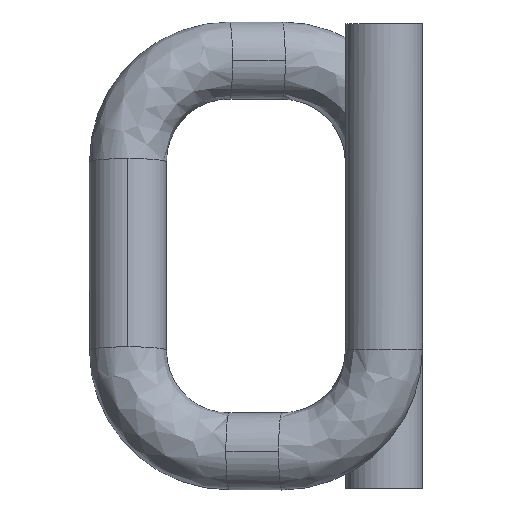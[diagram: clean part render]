
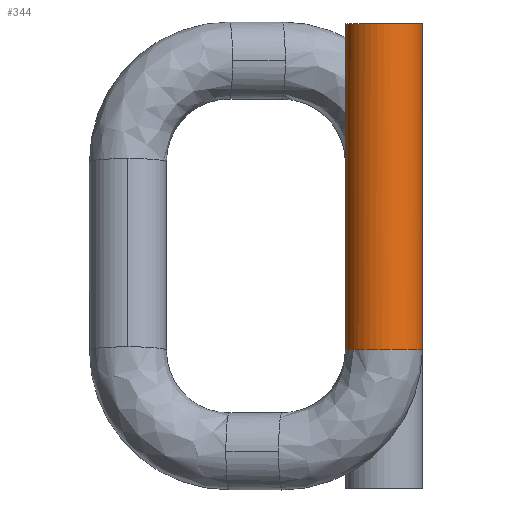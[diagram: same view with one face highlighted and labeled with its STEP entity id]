
A CAD part, left-side view. The second image highlights one B-rep face of the part: STEP entity #344.
In plain terms, the highlighted cylindrical face has radius 0.173 mm (diameter 0.346 mm), a partial arc.
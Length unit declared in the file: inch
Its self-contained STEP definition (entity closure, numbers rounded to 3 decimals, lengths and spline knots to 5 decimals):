
#45 = ORIENTED_EDGE ( 'NONE', *, *, #2089, .T. ) ;
#217 = ORIENTED_EDGE ( 'NONE', *, *, #1695, .T. ) ;
#294 = CARTESIAN_POINT ( 'NONE',  ( 0., 0.00681, -0.05092 ) ) ;
#344 = ADVANCED_FACE ( 'NONE', ( #3305 ), #4330, .T. ) ;
#585 = ORIENTED_EDGE ( 'NONE', *, *, #4543, .T. ) ;
#641 = CARTESIAN_POINT ( 'NONE',  ( 0., -0.00681, 0.0065 ) ) ;
#754 = CARTESIAN_POINT ( 'NONE',  ( 0., 0.00681, -0.05092 ) ) ;
#760 = DIRECTION ( 'NONE',  ( 0., 0., 1. ) ) ;
#805 = AXIS2_PLACEMENT_3D ( 'NONE', #4358, #4513, #4508 ) ;
#1382 = LINE ( 'NONE', #1478, #3295 ) ;
#1428 = DIRECTION ( 'NONE',  ( 0., 0., 1. ) ) ;
#1478 = CARTESIAN_POINT ( 'NONE',  ( 0., -0.00681, -0.05092 ) ) ;
#1570 = CIRCLE ( 'NONE', #3407, 0.00681 ) ;
#1580 = VERTEX_POINT ( 'NONE', #4232 ) ;
#1586 = EDGE_CURVE ( 'NONE', #1580, #2492, #3571, .T. ) ;
#1695 = EDGE_CURVE ( 'NONE', #3083, #4228, #1570, .T. ) ;
#1711 = VERTEX_POINT ( 'NONE', #294 ) ;
#2089 = EDGE_CURVE ( 'NONE', #1711, #1580, #4742, .T. ) ;
#2151 = CARTESIAN_POINT ( 'NONE',  ( 0., -0.00681, -0.05092 ) ) ;
#2480 = CARTESIAN_POINT ( 'NONE',  ( 0., 0.00681, 0.0065 ) ) ;
#2492 = VERTEX_POINT ( 'NONE', #2151 ) ;
#2603 = AXIS2_PLACEMENT_3D ( 'NONE', #3325, #3322, #3319 ) ;
#2758 = LINE ( 'NONE', #754, #3095 ) ;
#2828 = ORIENTED_EDGE ( 'NONE', *, *, #3013, .F. ) ;
#3013 = EDGE_CURVE ( 'NONE', #1711, #4228, #2758, .T. ) ;
#3083 = VERTEX_POINT ( 'NONE', #641 ) ;
#3095 = VECTOR ( 'NONE', #760, 39.37008 ) ;
#3127 = ORIENTED_EDGE ( 'NONE', *, *, #1586, .T. ) ;
#3192 = CARTESIAN_POINT ( 'NONE',  ( 0., 0., -0.05092 ) ) ;
#3295 = VECTOR ( 'NONE', #1428, 39.37008 ) ;
#3305 = FACE_OUTER_BOUND ( 'NONE', #4566, .T. ) ;
#3319 = DIRECTION ( 'NONE',  ( 0., -1., 0. ) ) ;
#3322 = DIRECTION ( 'NONE',  ( 0., 0., 1. ) ) ;
#3325 = CARTESIAN_POINT ( 'NONE',  ( 0., 0., -0.05092 ) ) ;
#3367 = DIRECTION ( 'NONE',  ( 0., -1., 0. ) ) ;
#3407 = AXIS2_PLACEMENT_3D ( 'NONE', #4947, #4930, #4703 ) ;
#3411 = DIRECTION ( 'NONE',  ( 0., 0., 1. ) ) ;
#3571 = CIRCLE ( 'NONE', #805, 0.00681 ) ;
#4228 = VERTEX_POINT ( 'NONE', #2480 ) ;
#4232 = CARTESIAN_POINT ( 'NONE',  ( -0.00058, -0.00679, -0.05092 ) ) ;
#4330 = CYLINDRICAL_SURFACE ( 'NONE', #4390, 0.00681 ) ;
#4358 = CARTESIAN_POINT ( 'NONE',  ( 0., 0., -0.05092 ) ) ;
#4390 = AXIS2_PLACEMENT_3D ( 'NONE', #3192, #3411, #3367 ) ;
#4508 = DIRECTION ( 'NONE',  ( 0., -1., 0. ) ) ;
#4513 = DIRECTION ( 'NONE',  ( 0., 0., 1. ) ) ;
#4543 = EDGE_CURVE ( 'NONE', #2492, #3083, #1382, .T. ) ;
#4566 = EDGE_LOOP ( 'NONE', ( #2828, #45, #3127, #585, #217 ) ) ;
#4703 = DIRECTION ( 'NONE',  ( 0., -1., 0. ) ) ;
#4742 = CIRCLE ( 'NONE', #2603, 0.00681 ) ;
#4930 = DIRECTION ( 'NONE',  ( 0., 0., -1. ) ) ;
#4947 = CARTESIAN_POINT ( 'NONE',  ( 0., 0., 0.0065 ) ) ;
